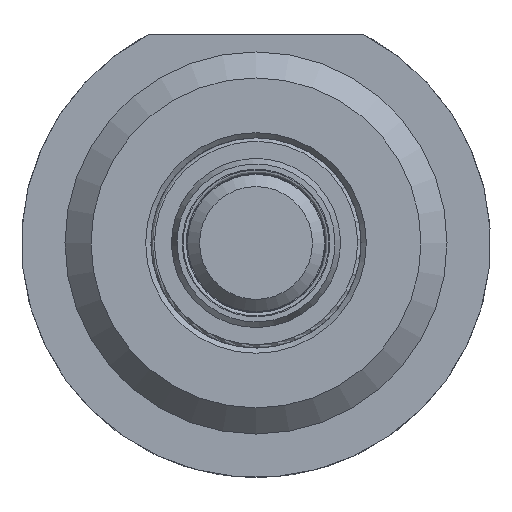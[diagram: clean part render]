
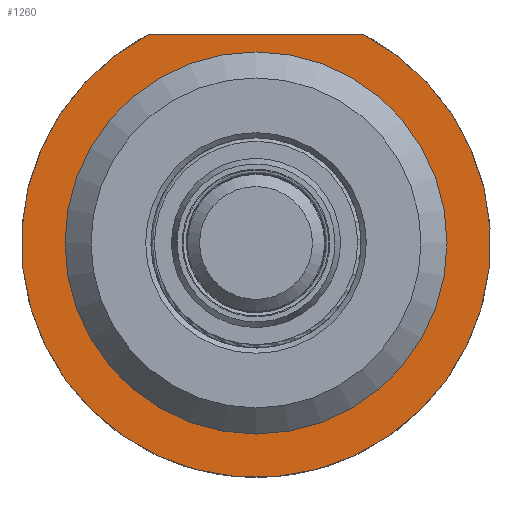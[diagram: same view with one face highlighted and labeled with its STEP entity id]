
A CAD part, front view. The second image highlights one B-rep face of the part: STEP entity #1260.
In plain terms, the highlighted planar face has unit normal (0, -1, 0).
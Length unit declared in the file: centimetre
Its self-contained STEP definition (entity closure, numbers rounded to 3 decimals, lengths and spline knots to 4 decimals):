
#75=LINE($,#2244,#119);
#119=VECTOR($,#1762,1.2369);
#155=PLANE($,#1438);
#236=FACE_BOUND($,#474,.T.);
#331=FACE_OUTER_BOUND($,#473,.T.);
#473=EDGE_LOOP($,(#1118,#1119));
#474=EDGE_LOOP($,(#1120));
#582=CIRCLE($,#1433,1.1);
#584=CIRCLE($,#1437,1.35);
#689=VERTEX_POINT($,#2242);
#690=VERTEX_POINT($,#2243);
#702=VERTEX_POINT($,#2281);
#833=EDGE_CURVE($,#689,#690,#75,.T.);
#846=EDGE_CURVE($,#702,#702,#582,.T.);
#848=EDGE_CURVE($,#690,#689,#584,.T.);
#1118=ORIENTED_EDGE($,*,*,#833,.F.);
#1119=ORIENTED_EDGE($,*,*,#848,.F.);
#1120=ORIENTED_EDGE($,*,*,#846,.T.);
#1260=ADVANCED_FACE($,(#331,#236),#155,.T.);
#1433=AXIS2_PLACEMENT_3D($,#2282,#1810,#1811);
#1437=AXIS2_PLACEMENT_3D($,#2286,#1818,#1819);
#1438=AXIS2_PLACEMENT_3D($,#2287,#1820,#1821);
#1762=DIRECTION($,(1.,0.,0.));
#1810=DIRECTION('center_axis',(0.,1.,0.));
#1811=DIRECTION('ref_axis',(0.,0.,1.));
#1818=DIRECTION('center_axis',(0.,1.,0.));
#1819=DIRECTION('ref_axis',(-0.458,0.,0.889));
#1820=DIRECTION('center_axis',(0.,-1.,0.));
#1821=DIRECTION('ref_axis',(0.,0.,-1.));
#2242=CARTESIAN_POINT('',(-0.6185,-6.625,1.2));
#2243=CARTESIAN_POINT('',(0.6185,-6.625,1.2));
#2244=CARTESIAN_POINT($,(-0.6185,-6.625,1.2));
#2281=CARTESIAN_POINT('',(0.,-6.625,1.1));
#2282=CARTESIAN_POINT('Origin',(0.,-6.625,0.));
#2286=CARTESIAN_POINT('Origin',(0.,-6.625,0.));
#2287=CARTESIAN_POINT('Origin',(0.,-6.625,0.0934));
